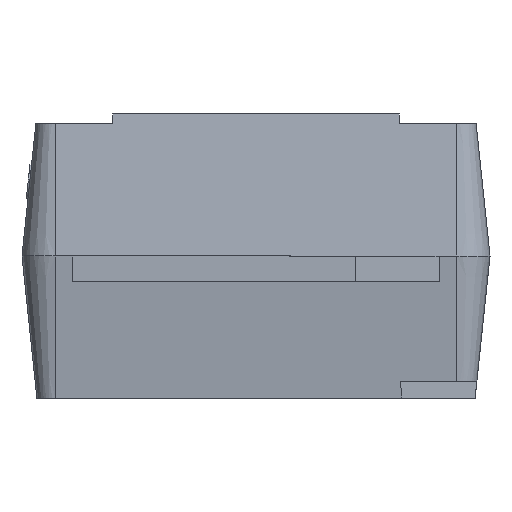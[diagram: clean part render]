
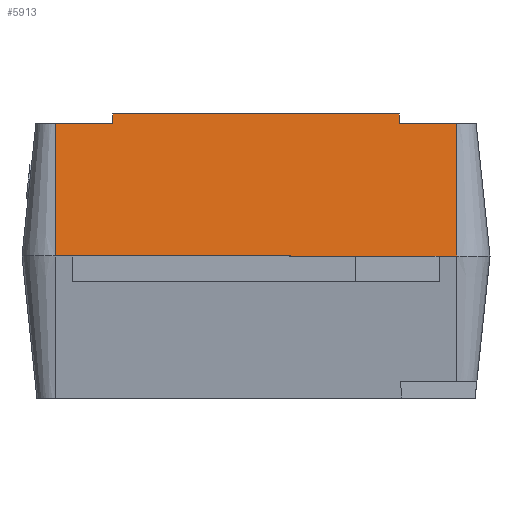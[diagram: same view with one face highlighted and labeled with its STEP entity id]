
A CAD part, left-side view. The second image highlights one B-rep face of the part: STEP entity #5913.
In plain terms, the highlighted planar face has unit normal (-0.995, 0, 0.104).
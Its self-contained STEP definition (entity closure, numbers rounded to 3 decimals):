
#675=PLANE('',#6289);
#878=FACE_OUTER_BOUND('',#1215,.T.);
#1215=EDGE_LOOP('',(#4476,#4477,#4478,#4479,#4480,#4481,#4482,#4483,#4484,
#4485));
#1622=LINE('',#8267,#2234);
#1667=LINE('',#8531,#2279);
#1674=LINE('',#8545,#2286);
#1675=LINE('',#8547,#2287);
#1693=LINE('',#8591,#2305);
#1694=LINE('',#8595,#2306);
#1695=LINE('',#8596,#2307);
#1696=LINE('',#8598,#2308);
#1697=LINE('',#8599,#2309);
#1698=LINE('',#8600,#2310);
#2234=VECTOR('',#6713,1000.);
#2279=VECTOR('',#6772,1000.);
#2286=VECTOR('',#6785,1000.);
#2287=VECTOR('',#6786,1000.);
#2305=VECTOR('',#6826,1000.);
#2306=VECTOR('',#6829,1000.);
#2307=VECTOR('',#6830,1000.);
#2308=VECTOR('',#6831,1000.);
#2309=VECTOR('',#6832,1000.);
#2310=VECTOR('',#6833,1000.);
#2940=VERTEX_POINT('',#8261);
#2942=VERTEX_POINT('',#8265);
#2987=VERTEX_POINT('',#8504);
#2988=VERTEX_POINT('',#8508);
#2993=VERTEX_POINT('',#8518);
#3001=VERTEX_POINT('',#8546);
#3016=VERTEX_POINT('',#8588);
#3017=VERTEX_POINT('',#8593);
#3018=VERTEX_POINT('',#8594);
#3019=VERTEX_POINT('',#8597);
#3508=EDGE_CURVE('',#2940,#2942,#1622,.T.);
#3565=EDGE_CURVE('',#2993,#2988,#1667,.T.);
#3572=EDGE_CURVE('',#2987,#2988,#1674,.T.);
#3573=EDGE_CURVE('',#2993,#3001,#1675,.T.);
#3597=EDGE_CURVE('',#3016,#3001,#1693,.T.);
#3598=EDGE_CURVE('',#3017,#3018,#1694,.T.);
#3599=EDGE_CURVE('',#2940,#3017,#1695,.T.);
#3600=EDGE_CURVE('',#3019,#2942,#1696,.T.);
#3601=EDGE_CURVE('',#3016,#3019,#1697,.T.);
#3602=EDGE_CURVE('',#3018,#2987,#1698,.T.);
#4476=ORIENTED_EDGE('',*,*,#3598,.F.);
#4477=ORIENTED_EDGE('',*,*,#3599,.F.);
#4478=ORIENTED_EDGE('',*,*,#3508,.T.);
#4479=ORIENTED_EDGE('',*,*,#3600,.F.);
#4480=ORIENTED_EDGE('',*,*,#3601,.F.);
#4481=ORIENTED_EDGE('',*,*,#3597,.T.);
#4482=ORIENTED_EDGE('',*,*,#3573,.F.);
#4483=ORIENTED_EDGE('',*,*,#3565,.T.);
#4484=ORIENTED_EDGE('',*,*,#3572,.F.);
#4485=ORIENTED_EDGE('',*,*,#3602,.F.);
#5913=ADVANCED_FACE('',(#878),#675,.T.);
#6289=AXIS2_PLACEMENT_3D('',#8592,#6827,#6828);
#6713=DIRECTION('',(0.,1.,0.));
#6772=DIRECTION('',(0.,-1.,0.));
#6785=DIRECTION('',(0.,1.,0.));
#6786=DIRECTION('',(0.,1.,0.));
#6826=DIRECTION('',(-0.105,0.,-0.995));
#6827=DIRECTION('center_axis',(-0.995,0.,
0.105));
#6828=DIRECTION('ref_axis',(-0.105,0.,-0.995));
#6829=DIRECTION('',(0.,-1.,0.));
#6830=DIRECTION('',(-0.105,0.,-0.995));
#6831=DIRECTION('',(0.105,0.,0.995));
#6832=DIRECTION('',(0.,-1.,0.));
#6833=DIRECTION('',(-0.105,0.,-0.995));
#8261=CARTESIAN_POINT('',(-1.511,-0.858,0.85));
#8265=CARTESIAN_POINT('',(-1.511,0.858,0.85));
#8267=CARTESIAN_POINT('',(-1.511,-1.2,0.85));
#8504=CARTESIAN_POINT('',(-1.6,-1.2,0.));
#8508=CARTESIAN_POINT('',(-1.6,-1.095,0.));
#8518=CARTESIAN_POINT('',(-1.6,1.095,0.));
#8531=CARTESIAN_POINT('',(-1.6,0.,0.));
#8545=CARTESIAN_POINT('',(-1.6,-1.2,0.));
#8546=CARTESIAN_POINT('',(-1.6,1.2,0.));
#8547=CARTESIAN_POINT('',(-1.6,-1.2,0.));
#8588=CARTESIAN_POINT('',(-1.517,1.2,0.791));
#8591=CARTESIAN_POINT('',(-1.6,1.2,0.));
#8592=CARTESIAN_POINT('Origin',(-1.6,-1.2,0.));
#8593=CARTESIAN_POINT('',(-1.517,-0.858,0.791));
#8594=CARTESIAN_POINT('',(-1.517,-1.2,0.791));
#8595=CARTESIAN_POINT('',(-1.517,-1.2,0.791));
#8596=CARTESIAN_POINT('',(-1.6,-0.858,0.));
#8597=CARTESIAN_POINT('',(-1.517,0.858,0.791));
#8598=CARTESIAN_POINT('',(-1.6,0.858,0.));
#8599=CARTESIAN_POINT('',(-1.517,-1.2,0.791));
#8600=CARTESIAN_POINT('',(-1.6,-1.2,0.));
